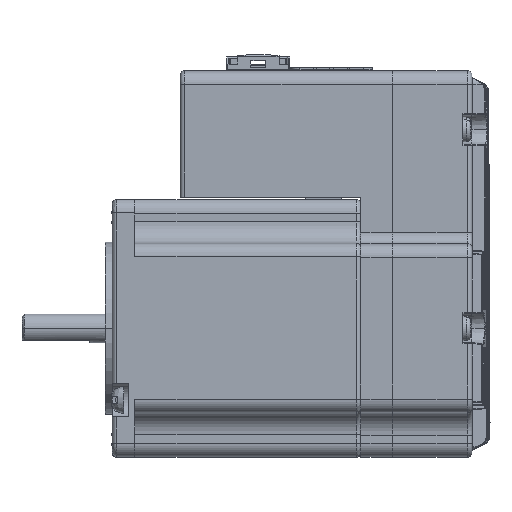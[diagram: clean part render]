
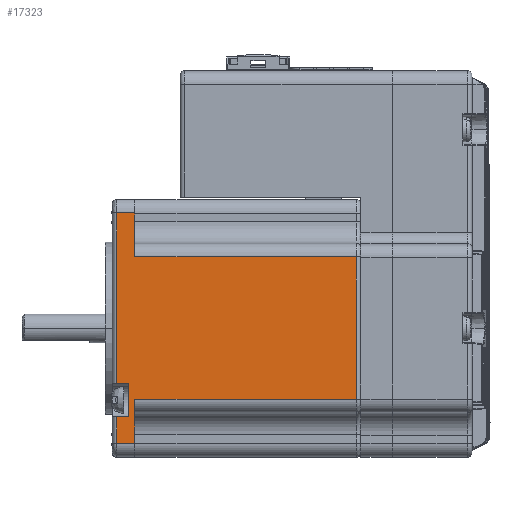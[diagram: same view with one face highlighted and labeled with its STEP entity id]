
A CAD part, top view. The second image highlights one B-rep face of the part: STEP entity #17323.
In plain terms, the highlighted face is planar.
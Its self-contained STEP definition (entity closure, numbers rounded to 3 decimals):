
#2100 = DIRECTION ( 'NONE',  ( 0., 1., 0. ) ) ;
#3229 = ORIENTED_EDGE ( 'NONE', *, *, #21462, .F. ) ;
#5798 = ORIENTED_EDGE ( 'NONE', *, *, #51603, .T. ) ;
#5822 = CARTESIAN_POINT ( 'NONE',  ( 63.711, -75.243, 50. ) ) ;
#6081 = DIRECTION ( 'NONE',  ( 0., 0., 1. ) ) ;
#7849 = LINE ( 'NONE', #24197, #98333 ) ;
#8963 = EDGE_CURVE ( 'NONE', #85569, #73611, #42053, .T. ) ;
#10154 = CARTESIAN_POINT ( 'NONE',  ( 63.711, -33.973, 1. ) ) ;
#12592 = CARTESIAN_POINT ( 'NONE',  ( 63.711, -24.243, 50. ) ) ;
#16127 = VECTOR ( 'NONE', #2100, 1000. ) ;
#16396 = VECTOR ( 'NONE', #6081, 1000. ) ;
#17263 = CARTESIAN_POINT ( 'NONE',  ( 63.711, -65.513, 1. ) ) ;
#17323 = ADVANCED_FACE ( 'NONE', ( #25790 ), #63627, .T. ) ;
#18527 = DIRECTION ( 'NONE',  ( 0., 1., 0. ) ) ;
#20623 = LINE ( 'NONE', #58123, #16127 ) ;
#21462 = EDGE_CURVE ( 'NONE', #82575, #108669, #45311, .T. ) ;
#22694 = VERTEX_POINT ( 'NONE', #26357 ) ;
#23164 = CARTESIAN_POINT ( 'NONE',  ( 63.711, -37.543, 0. ) ) ;
#24197 = CARTESIAN_POINT ( 'NONE',  ( 63.711, -75.243, 50. ) ) ;
#24588 = CARTESIAN_POINT ( 'NONE',  ( 63.711, -21.243, 0. ) ) ;
#25790 = FACE_OUTER_BOUND ( 'NONE', #39761, .T. ) ;
#26357 = CARTESIAN_POINT ( 'NONE',  ( 63.711, -65.513, 50. ) ) ;
#27036 = CARTESIAN_POINT ( 'NONE',  ( 63.711, -75.243, 54. ) ) ;
#28505 = CARTESIAN_POINT ( 'NONE',  ( 63.711, -30.143, 54. ) ) ;
#28524 = DIRECTION ( 'NONE',  ( 0., 1., 0. ) ) ;
#31798 = DIRECTION ( 'NONE',  ( 0., 1., 0. ) ) ;
#32259 = AXIS2_PLACEMENT_3D ( 'NONE', #24588, #62807, #111227 ) ;
#34601 = LINE ( 'NONE', #115779, #107244 ) ;
#35225 = ORIENTED_EDGE ( 'NONE', *, *, #78422, .F. ) ;
#37615 = ORIENTED_EDGE ( 'NONE', *, *, #8963, .T. ) ;
#37682 = LINE ( 'NONE', #40934, #55471 ) ;
#39271 = EDGE_CURVE ( 'NONE', #106999, #82575, #84989, .T. ) ;
#39524 = CARTESIAN_POINT ( 'NONE',  ( 63.711, -24.243, 54. ) ) ;
#39761 = EDGE_LOOP ( 'NONE', ( #35225, #54924, #122673, #37615, #92800, #55272, #100864, #5798, #3229, #64105, #108840, #50553 ) ) ;
#40934 = CARTESIAN_POINT ( 'NONE',  ( 63.711, -21.243, 54. ) ) ;
#41194 = VERTEX_POINT ( 'NONE', #5822 ) ;
#41624 = EDGE_CURVE ( 'NONE', #41194, #64809, #50549, .T. ) ;
#42053 = LINE ( 'NONE', #23164, #101451 ) ;
#45311 = LINE ( 'NONE', #112554, #66190 ) ;
#45497 = EDGE_CURVE ( 'NONE', #69743, #106999, #96374, .T. ) ;
#46302 = CARTESIAN_POINT ( 'NONE',  ( 63.711, -65.513, 1. ) ) ;
#50549 = LINE ( 'NONE', #69879, #16396 ) ;
#50553 = ORIENTED_EDGE ( 'NONE', *, *, #75524, .T. ) ;
#51191 = CARTESIAN_POINT ( 'NONE',  ( 63.711, -37.543, 51.5 ) ) ;
#51603 = EDGE_CURVE ( 'NONE', #115536, #108669, #82161, .T. ) ;
#53523 = CARTESIAN_POINT ( 'NONE',  ( 63.711, -24.243, 0. ) ) ;
#54924 = ORIENTED_EDGE ( 'NONE', *, *, #41624, .T. ) ;
#55272 = ORIENTED_EDGE ( 'NONE', *, *, #116888, .T. ) ;
#55471 = VECTOR ( 'NONE', #31798, 1000. ) ;
#56982 = VECTOR ( 'NONE', #119818, 1000. ) ;
#58123 = CARTESIAN_POINT ( 'NONE',  ( 63.711, -21.243, 51.5 ) ) ;
#60846 = LINE ( 'NONE', #103592, #94916 ) ;
#62807 = DIRECTION ( 'NONE',  ( -1., 0., 0. ) ) ;
#63148 = EDGE_CURVE ( 'NONE', #64809, #85569, #37682, .T. ) ;
#63627 = PLANE ( 'NONE',  #32259 ) ;
#64105 = ORIENTED_EDGE ( 'NONE', *, *, #39271, .F. ) ;
#64809 = VERTEX_POINT ( 'NONE', #27036 ) ;
#66190 = VECTOR ( 'NONE', #66578, 1000. ) ;
#66578 = DIRECTION ( 'NONE',  ( 0., 1., 0. ) ) ;
#67240 = DIRECTION ( 'NONE',  ( 0., 0., 1. ) ) ;
#69743 = VERTEX_POINT ( 'NONE', #17263 ) ;
#69879 = CARTESIAN_POINT ( 'NONE',  ( 63.711, -75.243, 0. ) ) ;
#71133 = VECTOR ( 'NONE', #18527, 1000. ) ;
#71478 = CARTESIAN_POINT ( 'NONE',  ( 63.711, -37.543, 54. ) ) ;
#73611 = VERTEX_POINT ( 'NONE', #51191 ) ;
#73878 = VERTEX_POINT ( 'NONE', #102003 ) ;
#74603 = VERTEX_POINT ( 'NONE', #28505 ) ;
#75524 = EDGE_CURVE ( 'NONE', #69743, #22694, #34601, .T. ) ;
#78422 = EDGE_CURVE ( 'NONE', #41194, #22694, #7849, .T. ) ;
#82161 = LINE ( 'NONE', #53523, #56982 ) ;
#82575 = VERTEX_POINT ( 'NONE', #99546 ) ;
#84989 = LINE ( 'NONE', #114891, #114590 ) ;
#85569 = VERTEX_POINT ( 'NONE', #71478 ) ;
#92800 = ORIENTED_EDGE ( 'NONE', *, *, #109144, .T. ) ;
#94916 = VECTOR ( 'NONE', #28524, 1000. ) ;
#96374 = LINE ( 'NONE', #46302, #71133 ) ;
#98333 = VECTOR ( 'NONE', #120771, 1000. ) ;
#99026 = DIRECTION ( 'NONE',  ( 0., 0., -1. ) ) ;
#99546 = CARTESIAN_POINT ( 'NONE',  ( 63.711, -33.973, 50. ) ) ;
#100864 = ORIENTED_EDGE ( 'NONE', *, *, #106184, .T. ) ;
#101451 = VECTOR ( 'NONE', #99026, 1000. ) ;
#102003 = CARTESIAN_POINT ( 'NONE',  ( 63.711, -30.143, 51.5 ) ) ;
#103592 = CARTESIAN_POINT ( 'NONE',  ( 63.711, -21.243, 54. ) ) ;
#105030 = CARTESIAN_POINT ( 'NONE',  ( 63.711, -30.143, 0. ) ) ;
#106184 = EDGE_CURVE ( 'NONE', #74603, #115536, #60846, .T. ) ;
#106999 = VERTEX_POINT ( 'NONE', #10154 ) ;
#107244 = VECTOR ( 'NONE', #114932, 1000. ) ;
#108669 = VERTEX_POINT ( 'NONE', #12592 ) ;
#108840 = ORIENTED_EDGE ( 'NONE', *, *, #45497, .F. ) ;
#109144 = EDGE_CURVE ( 'NONE', #73611, #73878, #20623, .T. ) ;
#109366 = VECTOR ( 'NONE', #114971, 1000. ) ;
#111227 = DIRECTION ( 'NONE',  ( 0., 0., 1. ) ) ;
#112554 = CARTESIAN_POINT ( 'NONE',  ( 63.711, -33.973, 50. ) ) ;
#114590 = VECTOR ( 'NONE', #67240, 1000. ) ;
#114891 = CARTESIAN_POINT ( 'NONE',  ( 63.711, -33.973, 51. ) ) ;
#114932 = DIRECTION ( 'NONE',  ( 0., 0., 1. ) ) ;
#114971 = DIRECTION ( 'NONE',  ( 0., 0., 1. ) ) ;
#115536 = VERTEX_POINT ( 'NONE', #39524 ) ;
#115779 = CARTESIAN_POINT ( 'NONE',  ( 63.711, -65.513, 0. ) ) ;
#116722 = LINE ( 'NONE', #105030, #109366 ) ;
#116888 = EDGE_CURVE ( 'NONE', #73878, #74603, #116722, .T. ) ;
#119818 = DIRECTION ( 'NONE',  ( 0., 0., -1. ) ) ;
#120771 = DIRECTION ( 'NONE',  ( 0., 1., 0. ) ) ;
#122673 = ORIENTED_EDGE ( 'NONE', *, *, #63148, .T. ) ;
